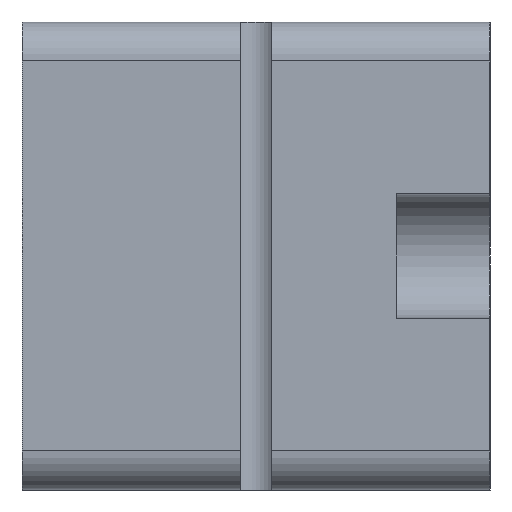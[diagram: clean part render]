
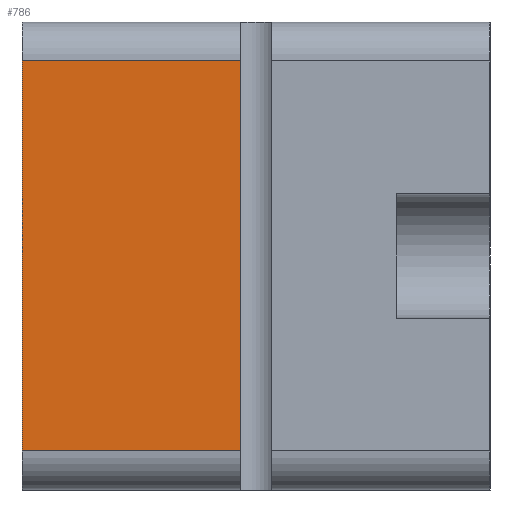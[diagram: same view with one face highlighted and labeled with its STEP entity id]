
A CAD part, left-side view. The second image highlights one B-rep face of the part: STEP entity #786.
In plain terms, the highlighted planar face has unit normal (-1, 0, 0).
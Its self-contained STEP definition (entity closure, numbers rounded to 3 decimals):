
#64=LINE('',#1322,#132);
#76=LINE('',#1355,#144);
#77=LINE('',#1359,#145);
#78=LINE('',#1360,#146);
#132=VECTOR('',#1051,50.);
#144=VECTOR('',#1083,28.);
#145=VECTOR('',#1088,28.);
#146=VECTOR('',#1089,50.);
#171=PLANE('',#869);
#225=FACE_OUTER_BOUND('',#277,.T.);
#277=EDGE_LOOP('',(#674,#675,#676,#677));
#388=VERTEX_POINT('',#1319);
#389=VERTEX_POINT('',#1321);
#400=VERTEX_POINT('',#1354);
#401=VERTEX_POINT('',#1358);
#485=EDGE_CURVE('',#389,#388,#64,.T.);
#502=EDGE_CURVE('',#400,#389,#76,.T.);
#504=EDGE_CURVE('',#401,#388,#77,.T.);
#505=EDGE_CURVE('',#401,#400,#78,.T.);
#674=ORIENTED_EDGE('',*,*,#485,.T.);
#675=ORIENTED_EDGE('',*,*,#504,.F.);
#676=ORIENTED_EDGE('',*,*,#505,.T.);
#677=ORIENTED_EDGE('',*,*,#502,.T.);
#786=ADVANCED_FACE('',(#225),#171,.T.);
#869=AXIS2_PLACEMENT_3D('',#1357,#1086,#1087);
#1051=DIRECTION('',(0.,0.,1.));
#1083=DIRECTION('',(0.,-1.,0.));
#1086=DIRECTION('center_axis',(-1.,0.,0.));
#1087=DIRECTION('ref_axis',(0.,0.,1.));
#1088=DIRECTION('',(0.,-1.,0.));
#1089=DIRECTION('',(0.,0.,-1.));
#1319=CARTESIAN_POINT('',(-100.,2.,25.));
#1321=CARTESIAN_POINT('',(-100.,2.,-25.));
#1322=CARTESIAN_POINT('',(-100.,2.,27.5));
#1354=CARTESIAN_POINT('',(-100.,30.,-25.));
#1355=CARTESIAN_POINT('',(-100.,0.,-25.));
#1357=CARTESIAN_POINT('Origin',(-100.,0.,25.));
#1358=CARTESIAN_POINT('',(-100.,30.,25.));
#1359=CARTESIAN_POINT('',(-100.,0.,25.));
#1360=CARTESIAN_POINT('',(-100.,30.,25.));
